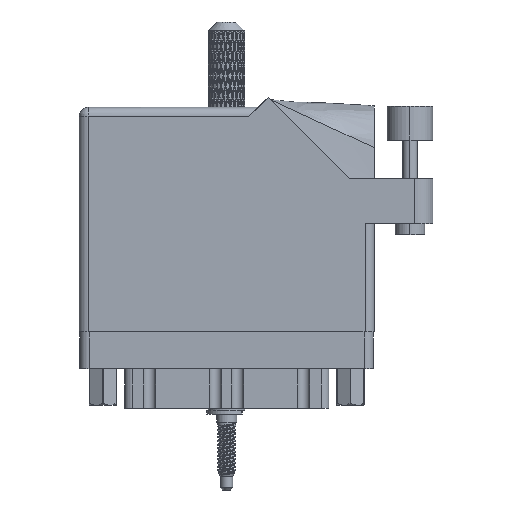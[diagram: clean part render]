
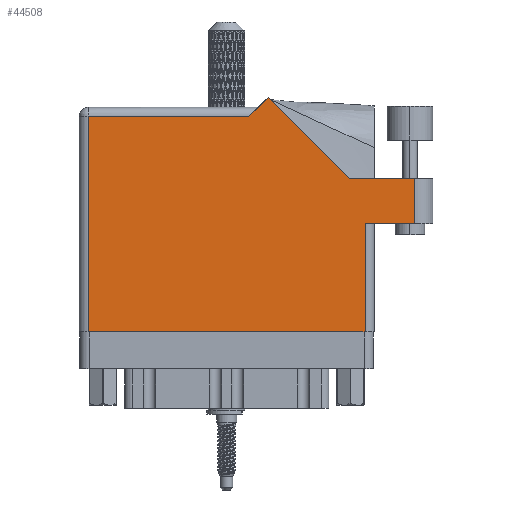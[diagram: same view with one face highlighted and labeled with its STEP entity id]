
A CAD part, front view. The second image highlights one B-rep face of the part: STEP entity #44508.
In plain terms, the highlighted face is planar.
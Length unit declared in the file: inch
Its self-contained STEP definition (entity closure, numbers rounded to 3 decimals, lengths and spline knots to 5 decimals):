
#899 = ORIENTED_EDGE ( 'NONE', *, *, #97856, .T. ) ;
#2777 = CARTESIAN_POINT ( 'NONE',  ( 0., 1.53, 0. ) ) ;
#5185 = CARTESIAN_POINT ( 'NONE',  ( 1.84442, 1.044, 0. ) ) ;
#7195 = CARTESIAN_POINT ( 'NONE',  ( 1.155, 1.468, 0. ) ) ;
#8874 = CARTESIAN_POINT ( 'NONE',  ( 2.285, 1.044, 0. ) ) ;
#9690 = DIRECTION ( 'NONE',  ( -1., 0., 0. ) ) ;
#10547 = VERTEX_POINT ( 'NONE', #64150 ) ;
#12564 = CARTESIAN_POINT ( 'NONE',  ( 0.062, 0., 0. ) ) ;
#13067 = CARTESIAN_POINT ( 'NONE',  ( 1.948, 0.737, 0. ) ) ;
#13233 = LINE ( 'NONE', #5185, #100088 ) ;
#13546 = VERTEX_POINT ( 'NONE', #91360 ) ;
#13567 = CARTESIAN_POINT ( 'NONE',  ( 0., 1.468, 0. ) ) ;
#17477 = LINE ( 'NONE', #8874, #100493 ) ;
#18297 = PLANE ( 'NONE',  #102687 ) ;
#18324 = CARTESIAN_POINT ( 'NONE',  ( 2.41, 1.044, 0. ) ) ;
#18609 = VECTOR ( 'NONE', #91052, 39.37008 ) ;
#20517 = VERTEX_POINT ( 'NONE', #81731 ) ;
#23537 = DIRECTION ( 'NONE',  ( -0.707, -0.707, 0. ) ) ;
#24442 = CARTESIAN_POINT ( 'NONE',  ( 1.84442, 1.044, 0. ) ) ;
#25274 = VECTOR ( 'NONE', #61830, 39.37008 ) ;
#25836 = EDGE_CURVE ( 'NONE', #10547, #13546, #100985, .T. ) ;
#27435 = VECTOR ( 'NONE', #83826, 39.37008 ) ;
#30235 = EDGE_CURVE ( 'NONE', #90544, #106467, #13233, .T. ) ;
#30420 = DIRECTION ( 'NONE',  ( -0.707, 0.707, 0. ) ) ;
#33427 = CARTESIAN_POINT ( 'NONE',  ( 0.062, 1.468, 0. ) ) ;
#36303 = EDGE_CURVE ( 'NONE', #52877, #105944, #17477, .T. ) ;
#43116 = EDGE_CURVE ( 'NONE', #20517, #52877, #81896, .T. ) ;
#43482 = ORIENTED_EDGE ( 'NONE', *, *, #52548, .T. ) ;
#43805 = DIRECTION ( 'NONE',  ( 0., 1., 0. ) ) ;
#44079 = VECTOR ( 'NONE', #58321, 39.37008 ) ;
#44508 = ADVANCED_FACE ( 'NONE', ( #63489 ), #18297, .F. ) ;
#45585 = EDGE_LOOP ( 'NONE', ( #97405, #65097, #91332, #110904, #43482, #83908, #899, #104328, #58490 ) ) ;
#47973 = DIRECTION ( 'NONE',  ( 0., 1., 0. ) ) ;
#48372 = VECTOR ( 'NONE', #23537, 39.37008 ) ;
#52548 = EDGE_CURVE ( 'NONE', #106467, #103712, #110549, .T. ) ;
#52877 = VERTEX_POINT ( 'NONE', #104111 ) ;
#57021 = LINE ( 'NONE', #13567, #98916 ) ;
#58321 = DIRECTION ( 'NONE',  ( 1., 0., 0. ) ) ;
#58490 = ORIENTED_EDGE ( 'NONE', *, *, #76675, .T. ) ;
#59984 = VECTOR ( 'NONE', #47973, 39.37008 ) ;
#61830 = DIRECTION ( 'NONE',  ( -1., 0., 0. ) ) ;
#62926 = DIRECTION ( 'NONE',  ( 0., 0., -1. ) ) ;
#63489 = FACE_OUTER_BOUND ( 'NONE', #45585, .T. ) ;
#64150 = CARTESIAN_POINT ( 'NONE',  ( 0.062, 0., 0. ) ) ;
#65097 = ORIENTED_EDGE ( 'NONE', *, *, #36303, .T. ) ;
#66988 = CARTESIAN_POINT ( 'NONE',  ( 2.285, 1.044, 0. ) ) ;
#67031 = CARTESIAN_POINT ( 'NONE',  ( 1.217, 1.53, 0. ) ) ;
#69504 = VERTEX_POINT ( 'NONE', #33427 ) ;
#76675 = EDGE_CURVE ( 'NONE', #13546, #20517, #92689, .T. ) ;
#81564 = CARTESIAN_POINT ( 'NONE',  ( 0., 0., 0. ) ) ;
#81731 = CARTESIAN_POINT ( 'NONE',  ( 1.948, 0.737, 0. ) ) ;
#81896 = LINE ( 'NONE', #108179, #44079 ) ;
#83532 = EDGE_CURVE ( 'NONE', #103712, #69504, #57021, .T. ) ;
#83826 = DIRECTION ( 'NONE',  ( 1., 0., 0. ) ) ;
#83908 = ORIENTED_EDGE ( 'NONE', *, *, #83532, .T. ) ;
#84143 = LINE ( 'NONE', #12564, #18609 ) ;
#88489 = EDGE_CURVE ( 'NONE', #105944, #90544, #96782, .T. ) ;
#90544 = VERTEX_POINT ( 'NONE', #24442 ) ;
#91052 = DIRECTION ( 'NONE',  ( 0., -1., 0. ) ) ;
#91332 = ORIENTED_EDGE ( 'NONE', *, *, #88489, .T. ) ;
#91360 = CARTESIAN_POINT ( 'NONE',  ( 1.948, 0., 0. ) ) ;
#92689 = LINE ( 'NONE', #13067, #59984 ) ;
#96075 = CARTESIAN_POINT ( 'NONE',  ( 1.28771, 1.60071, 0. ) ) ;
#96782 = LINE ( 'NONE', #18324, #25274 ) ;
#97405 = ORIENTED_EDGE ( 'NONE', *, *, #43116, .T. ) ;
#97856 = EDGE_CURVE ( 'NONE', #69504, #10547, #84143, .T. ) ;
#98916 = VECTOR ( 'NONE', #110872, 39.37008 ) ;
#100088 = VECTOR ( 'NONE', #30420, 39.37008 ) ;
#100493 = VECTOR ( 'NONE', #43805, 39.37008 ) ;
#100985 = LINE ( 'NONE', #81564, #27435 ) ;
#102687 = AXIS2_PLACEMENT_3D ( 'NONE', #2777, #62926, #9690 ) ;
#103712 = VERTEX_POINT ( 'NONE', #7195 ) ;
#104111 = CARTESIAN_POINT ( 'NONE',  ( 2.285, 0.737, 0. ) ) ;
#104328 = ORIENTED_EDGE ( 'NONE', *, *, #25836, .T. ) ;
#105944 = VERTEX_POINT ( 'NONE', #66988 ) ;
#106467 = VERTEX_POINT ( 'NONE', #96075 ) ;
#108179 = CARTESIAN_POINT ( 'NONE',  ( 2.01, 0.737, 0. ) ) ;
#110549 = LINE ( 'NONE', #67031, #48372 ) ;
#110872 = DIRECTION ( 'NONE',  ( -1., 0., 0. ) ) ;
#110904 = ORIENTED_EDGE ( 'NONE', *, *, #30235, .T. ) ;
